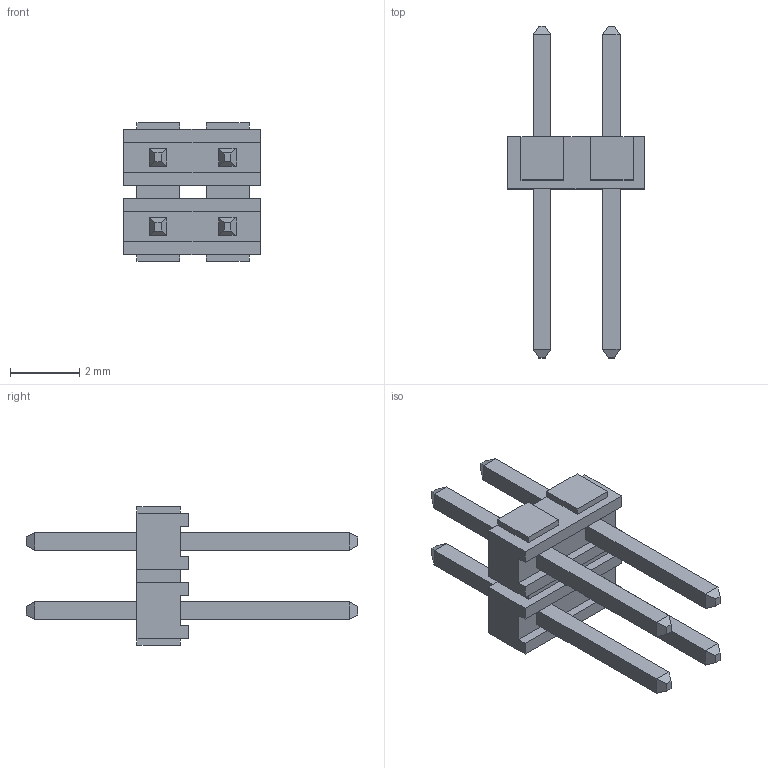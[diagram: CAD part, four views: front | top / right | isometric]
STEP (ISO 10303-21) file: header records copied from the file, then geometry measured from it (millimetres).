
FILE_DESCRIPTION (( 'STEP AP214' ), '1' );
FILE_NAME ('Samtec-TMM-102-06-L-D.step', '2013-01-04T16:54:23', ( 'Windows User' ), ( '' ), 'SwSTEP 2.0', 'SolidWorks 2013', '' );
FILE_SCHEMA (( 'AUTOMOTIVE_DESIGN' ));
Length unit declared in the file: inch
Products named in the file (1): Samtec-TMM-102-06-L-D
Bounding box: 3.94 x 9.58 x 4 mm (x, y, z)
Volume: 28.1 mm3; surface area: 128.6 mm2
Topology: 1 solids, 1 shells, 113 faces, 280 edges, 176 vertices
Faces by surface type: plane 113
Entity records: 3815 total; most frequent: CARTESIAN_POINT 570, ORIENTED_EDGE 560, DIRECTION 508, LINE 280, EDGE_CURVE 280, VECTOR 280, VERTEX_POINT 176, EDGE_LOOP 122
